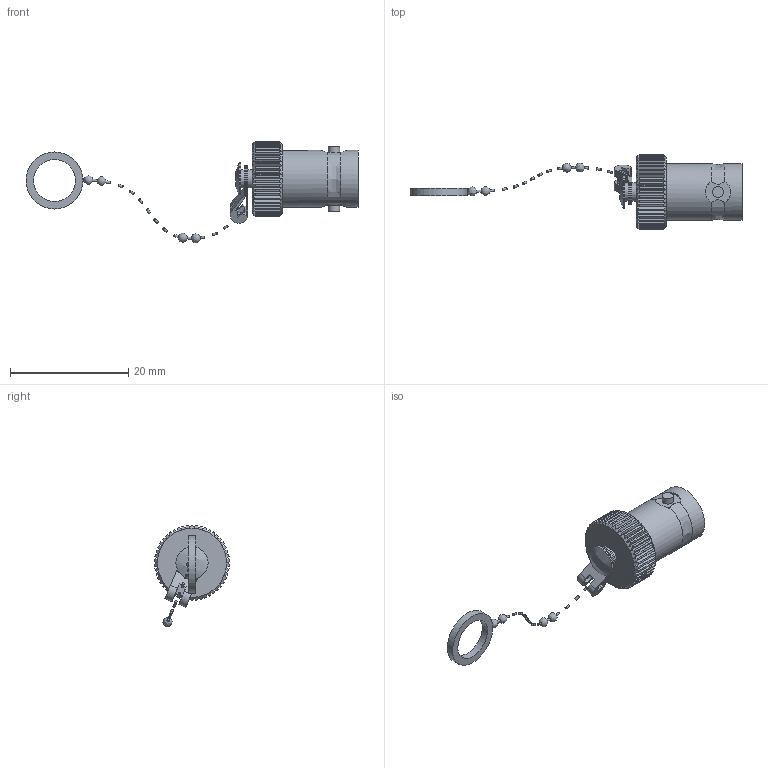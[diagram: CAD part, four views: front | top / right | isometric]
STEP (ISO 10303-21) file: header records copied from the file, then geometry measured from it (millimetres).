
FILE_DESCRIPTION (( 'STEP AP203' ), '1' );
FILE_NAME ('PE6015_3D.step', '2020-12-10T16:32:02', ( '' ), ( '' ), 'SwSTEP 2.0', 'SolidWorks 2018', '' );
FILE_SCHEMA (( 'CONFIG_CONTROL_DESIGN' ));
Length unit declared in the file: inch
Products named in the file (1): PE6015_3D
Bounding box: 56.21 x 12.69 x 17.16 mm (x, y, z)
Volume: 1122.5 mm3; surface area: 1543 mm2
Topology: 12 solids, 12 shells, 252 faces, 656 edges, 434 vertices
Faces by surface type: plane 133, cylinder 71, bspline 45, cone 3
Full cylindrical faces by diameter (mm): 1.905 x2, 3.109 x3, 5.455 x1, 7.112 x1, 8.255 x1, 9.601 x2, 9.652 x1
Entity records: 9824 total; most frequent: CARTESIAN_POINT 4282, ORIENTED_EDGE 1234, DIRECTION 936, EDGE_CURVE 617, VERTEX_POINT 429, AXIS2_PLACEMENT_3D 353, EDGE_LOOP 298, FACE_OUTER_BOUND 260
